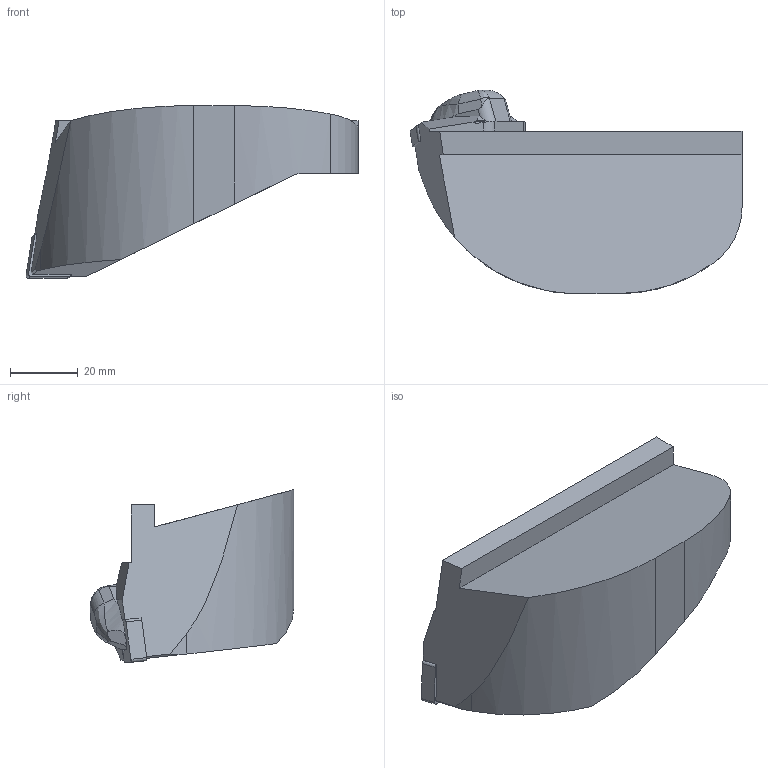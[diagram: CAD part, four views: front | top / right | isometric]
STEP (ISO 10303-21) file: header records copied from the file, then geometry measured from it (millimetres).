
FILE_DESCRIPTION(/* description */ (''),/* implementation_level */ '2;1');
FILE_NAME(/* name */ '1560777077500.stp',/* time_stamp */ '2019-06-17T15:11:22+02:00',/* author */ (''),/* organization */ ('SMS'),/* preprocessor_version */ 'ST-DEVELOPER v15',/* originating_system */ 'SIEMENS PLM Software NX 8.5',/* authorisation */ '');
FILE_SCHEMA (('AUTOMOTIVE_DESIGN { 1 0 10303 214 3 1 1 1 }'));
Length unit declared in the file: millimetre
Products named in the file (4): IsoTurningInsert; 202353075mod000_00; ASSEMBLY_CONSTRUCTION; 111151244mod000_01
Assembly tree (3 placements, depth 2):
  111151244mod000_01
    ASSEMBLY_CONSTRUCTION
    202353075mod000_00
    IsoTurningInsert
Bounding box: 98 x 60.12 x 50.99 mm (x, y, z)
Volume: 109957.4 mm3; surface area: 17563.6 mm2
Topology: 2 solids, 2 shells, 76 faces, 216 edges, 149 vertices
Faces by surface type: plane 46, cylinder 21, bspline 9
Full cylindrical faces by diameter (mm): 5.156 x2
Entity records: 3065 total; most frequent: CARTESIAN_POINT 1008, ORIENTED_EDGE 424, DIRECTION 373, EDGE_CURVE 212, VERTEX_POINT 141, AXIS2_PLACEMENT_3D 128, LINE 117, VECTOR 117
